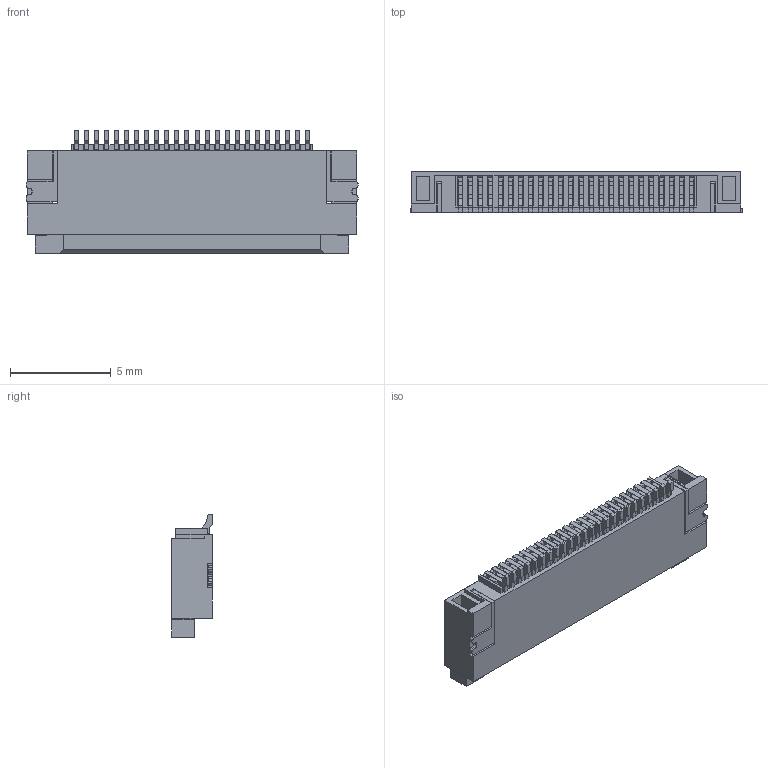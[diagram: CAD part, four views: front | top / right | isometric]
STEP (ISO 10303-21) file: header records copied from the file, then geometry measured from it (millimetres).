
FILE_DESCRIPTION(/* description */ ('STEP AP242','CAx-IF Rec.Pracs.---Representation and Presentation of Product Manufacturing Information (PMI)---4.0---2014-10-13','CAx-IF Rec.Pracs.---3D Tessellated Geometry---0.4---2014-09-14','2;1'),/* implementation_level */ '2;1');
FILE_NAME(/* name */ '6815f7e6b102723b0247dccf',/* time_stamp */ '2025-05-03T11:03:04Z',/* author */ (''),/* organization */ (''),/* preprocessor_version */ 'ST-DEVELOPER v20',/* originating_system */ 'ONSHAPE BY PTC INC, 1.197',/* authorisation */ ' ');
FILE_SCHEMA (('AP242_MANAGED_MODEL_BASED_3D_ENGINEERING_MIM_LF { 1 0 10303 442 1 1 4 }'));
Length unit declared in the file: metre
Products named in the file (28): FPC-SMD_P0.5-24P_FGS-XJ-H2.0~FPC-SMD_P0.5-24P_FGS-XJ-H2.0~jERl
Bounding box: 16.5 x 2 x 6.1 mm (x, y, z)
Volume: 110.4 mm3; surface area: 741.2 mm2
Topology: 28 solids, 28 shells, 1420 faces, 4033 edges, 2638 vertices
Faces by surface type: plane 1191, cylinder 163, bspline 66
Entity records: 56408 total; most frequent: CARTESIAN_POINT 8997, ORIENTED_EDGE 8066, DIRECTION 6991, EDGE_CURVE 4033, LINE 3575, VECTOR 3575, VERTEX_POINT 2638, AXIS2_PLACEMENT_3D 1708
